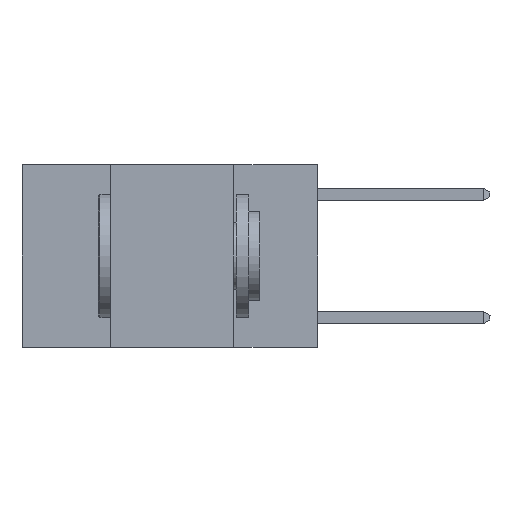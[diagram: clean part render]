
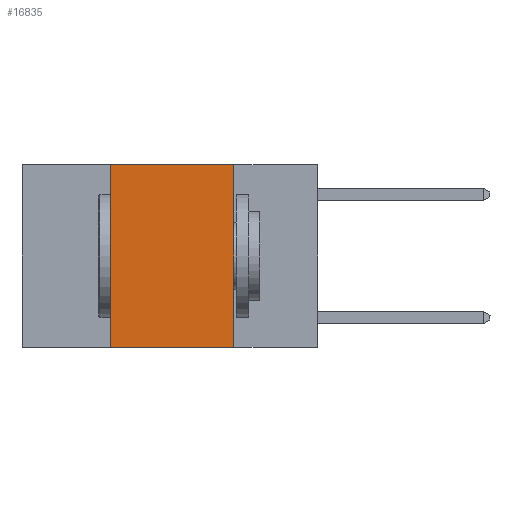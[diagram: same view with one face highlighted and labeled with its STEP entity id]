
A CAD part, left-side view. The second image highlights one B-rep face of the part: STEP entity #16835.
In plain terms, the highlighted planar face has unit normal (-1, 0, 0).
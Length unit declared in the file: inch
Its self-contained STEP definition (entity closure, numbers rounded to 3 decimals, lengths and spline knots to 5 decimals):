
#512 = LINE ( 'NONE', #21200, #14915 ) ;
#1054 = VECTOR ( 'NONE', #13873, 39.37008 ) ;
#1091 = ORIENTED_EDGE ( 'NONE', *, *, #16962, .F. ) ;
#1229 = CARTESIAN_POINT ( 'NONE',  ( 0., 0.6, 0. ) ) ;
#1307 = CARTESIAN_POINT ( 'NONE',  ( 0., 0.17, 0. ) ) ;
#3373 = CARTESIAN_POINT ( 'NONE',  ( 0., 0.17, -0.37 ) ) ;
#3759 = DIRECTION ( 'NONE',  ( 0., 0., 1. ) ) ;
#3964 = VECTOR ( 'NONE', #5508, 39.37008 ) ;
#5224 = CARTESIAN_POINT ( 'NONE',  ( 0., 0.6, 0. ) ) ;
#5508 = DIRECTION ( 'NONE',  ( 0., -1., 0. ) ) ;
#6496 = LINE ( 'NONE', #1229, #1054 ) ;
#7234 = CARTESIAN_POINT ( 'NONE',  ( 0., 0.6, -0.37 ) ) ;
#8848 = DIRECTION ( 'NONE',  ( 0., 0., -1. ) ) ;
#9826 = CARTESIAN_POINT ( 'NONE',  ( 0., 0.42, -0.37 ) ) ;
#11313 = ORIENTED_EDGE ( 'NONE', *, *, #13433, .T. ) ;
#12481 = VERTEX_POINT ( 'NONE', #9826 ) ;
#12510 = DIRECTION ( 'NONE',  ( 0., 0., -1. ) ) ;
#13433 = EDGE_CURVE ( 'NONE', #12481, #16830, #13569, .T. ) ;
#13569 = LINE ( 'NONE', #7234, #3964 ) ;
#13671 = AXIS2_PLACEMENT_3D ( 'NONE', #5224, #19420, #8848 ) ;
#13873 = DIRECTION ( 'NONE',  ( 0., -1., 0. ) ) ;
#14479 = EDGE_CURVE ( 'NONE', #18307, #14532, #6496, .T. ) ;
#14532 = VERTEX_POINT ( 'NONE', #1307 ) ;
#14551 = CARTESIAN_POINT ( 'NONE',  ( 0., 0.42, 0. ) ) ;
#14743 = CARTESIAN_POINT ( 'NONE',  ( 0., 0.42, 0. ) ) ;
#14915 = VECTOR ( 'NONE', #12510, 39.37008 ) ;
#14924 = ORIENTED_EDGE ( 'NONE', *, *, #14479, .F. ) ;
#15260 = FACE_OUTER_BOUND ( 'NONE', #18435, .T. ) ;
#16830 = VERTEX_POINT ( 'NONE', #3373 ) ;
#16835 = ADVANCED_FACE ( 'NONE', ( #15260 ), #17695, .F. ) ;
#16962 = EDGE_CURVE ( 'NONE', #12481, #18307, #18218, .T. ) ;
#17695 = PLANE ( 'NONE',  #13671 ) ;
#18116 = EDGE_CURVE ( 'NONE', #14532, #16830, #512, .T. ) ;
#18218 = LINE ( 'NONE', #14551, #21756 ) ;
#18307 = VERTEX_POINT ( 'NONE', #14743 ) ;
#18435 = EDGE_LOOP ( 'NONE', ( #18664, #14924, #1091, #11313 ) ) ;
#18664 = ORIENTED_EDGE ( 'NONE', *, *, #18116, .F. ) ;
#19420 = DIRECTION ( 'NONE',  ( 1., 0., 0. ) ) ;
#21200 = CARTESIAN_POINT ( 'NONE',  ( 0., 0.17, 0. ) ) ;
#21756 = VECTOR ( 'NONE', #3759, 39.37008 ) ;
